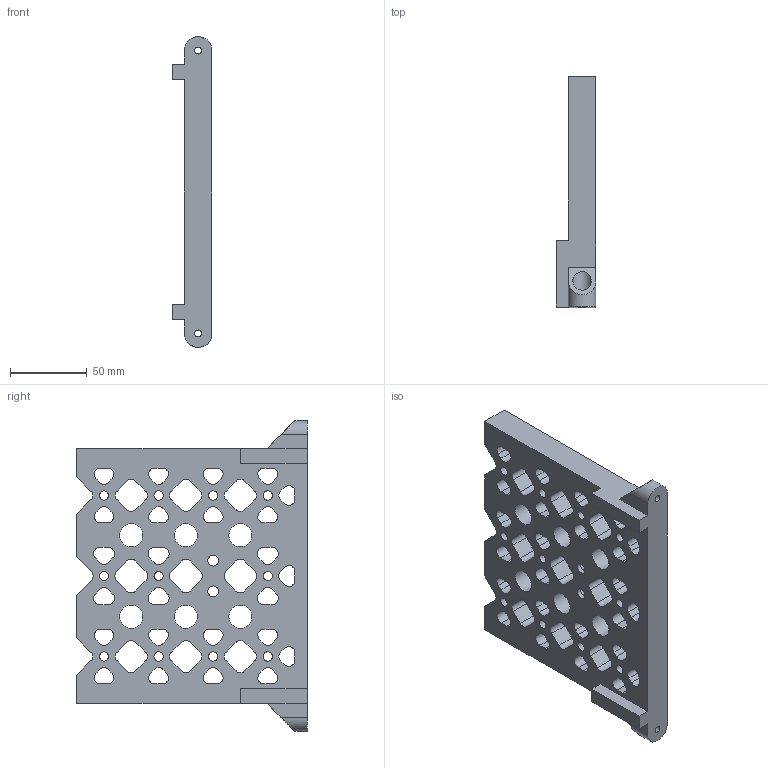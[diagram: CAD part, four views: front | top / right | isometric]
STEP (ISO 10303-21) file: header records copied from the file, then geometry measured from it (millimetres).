
FILE_DESCRIPTION(/* description */ ('','CAx-IF Rec.Pracs.---Representation and Presentation of Product Manufacturing Information (PMI)---4.0---2014-10-13'),/* implementation_level */ '2;1');
FILE_NAME(/* name */ 'Sensors Plate Back Support for Wi-Fi.step',/* time_stamp */ '2024-11-22T22:29:41Z',/* author */ (''),/* organization */ (''),/* preprocessor_version */ 'ST-DEVELOPER v20',/* originating_system */ 'Autodesk Translation Framework v13.20.0.188',/* authorisation */ '');
FILE_SCHEMA (('AP242_MANAGED_MODEL_BASED_3D_ENGINEERING_MIM_LF { 1 0 10303 442 1 1 4 }'));
Length unit declared in the file: millimetre
Products named in the file (1): Sensors Plate Back Support for Wi-Fi
Bounding box: 26 x 150 x 202 mm (x, y, z)
Volume: 333031.4 mm3; surface area: 89649.8 mm2
Topology: 1 solids, 1 shells, 299 faces, 867 edges, 578 vertices
Faces by surface type: plane 156, cylinder 143
Full cylindrical faces by diameter (mm): 3.5 x4, 4.5 x2, 6 x11, 7 x2, 12 x2, 15 x6
Entity records: 10187 total; most frequent: DIRECTION 1753, CARTESIAN_POINT 1745, ORIENTED_EDGE 1734, EDGE_CURVE 867, AXIS2_PLACEMENT_3D 586, LINE 581, VECTOR 581, VERTEX_POINT 578
